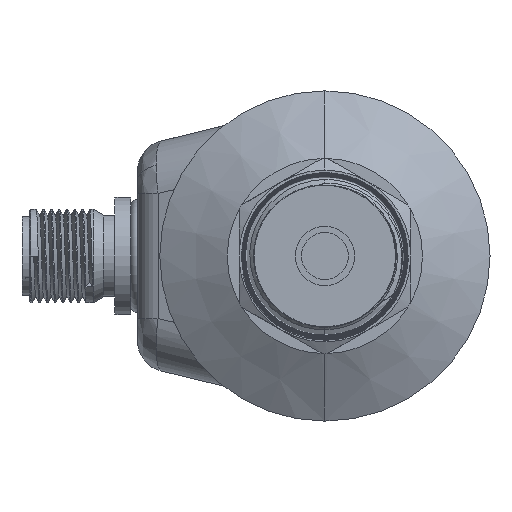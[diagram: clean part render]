
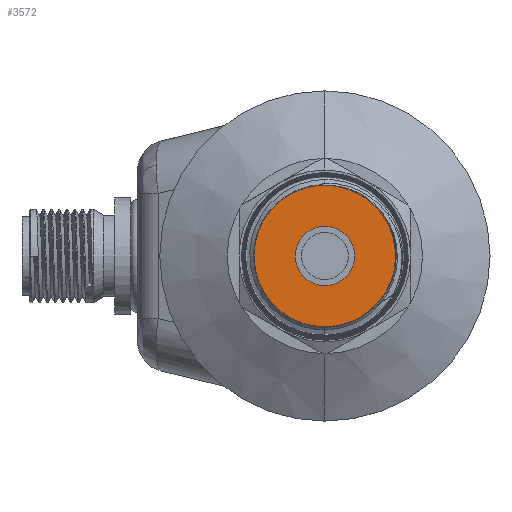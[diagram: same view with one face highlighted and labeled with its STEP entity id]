
A CAD part, front view. The second image highlights one B-rep face of the part: STEP entity #3572.
In plain terms, the highlighted planar face has unit normal (0, -1, 0).
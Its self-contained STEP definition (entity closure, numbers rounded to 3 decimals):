
#19 = CARTESIAN_POINT ( 'NONE',  ( 0., -55.99, 0. ) ) ;
#292 = EDGE_LOOP ( 'NONE', ( #5323, #7670, #6358, #2656 ) ) ;
#294 = EDGE_CURVE ( 'NONE', #4753, #5904, #15692, .T. ) ;
#776 = CARTESIAN_POINT ( 'NONE',  ( 0., -55.99, 3.8 ) ) ;
#965 = CARTESIAN_POINT ( 'NONE',  ( 2.537, -55.99, 8.796 ) ) ;
#1040 = CARTESIAN_POINT ( 'NONE',  ( -0.347, -55.99, 9.03 ) ) ;
#1649 = CARTESIAN_POINT ( 'NONE',  ( 0., -55.99, 0. ) ) ;
#1702 = DIRECTION ( 'NONE',  ( 0., 0., -1. ) ) ;
#1889 = ORIENTED_EDGE ( 'NONE', *, *, #14549, .F. ) ;
#1995 = CARTESIAN_POINT ( 'NONE',  ( -0.347, -55.99, 9.03 ) ) ;
#2656 = ORIENTED_EDGE ( 'NONE', *, *, #6623, .T. ) ;
#2849 = CARTESIAN_POINT ( 'NONE',  ( 0., -55.99, -9.156 ) ) ;
#2988 = CIRCLE ( 'NONE', #6466, 3.8 ) ;
#3197 = AXIS2_PLACEMENT_3D ( 'NONE', #10907, #11092, #11045 ) ;
#3331 = LINE ( 'NONE', #3637, #4129 ) ;
#3374 = DIRECTION ( 'NONE',  ( 0., 0., -1. ) ) ;
#3572 = ADVANCED_FACE ( 'NONE', ( #14092, #14088 ), #11460, .T. ) ;
#3637 = CARTESIAN_POINT ( 'NONE',  ( 0., -55.99, 0. ) ) ;
#4129 = VECTOR ( 'NONE', #13657, 1000. ) ;
#4753 = VERTEX_POINT ( 'NONE', #776 ) ;
#5323 = ORIENTED_EDGE ( 'NONE', *, *, #10845, .F. ) ;
#5624 = CARTESIAN_POINT ( 'NONE',  ( 3.088, -55.99, 8.619 ) ) ;
#5904 = VERTEX_POINT ( 'NONE', #14592 ) ;
#6358 = ORIENTED_EDGE ( 'NONE', *, *, #11934, .T. ) ;
#6466 = AXIS2_PLACEMENT_3D ( 'NONE', #19648, #9648, #21342 ) ;
#6623 = EDGE_CURVE ( 'NONE', #19070, #12138, #17655, .T. ) ;
#6726 = AXIS2_PLACEMENT_3D ( 'NONE', #1649, #13389, #3374 ) ;
#7670 = ORIENTED_EDGE ( 'NONE', *, *, #17409, .T. ) ;
#8545 = CIRCLE ( 'NONE', #13710, 9.156 ) ;
#9478 = CARTESIAN_POINT ( 'NONE',  ( 3.088, -55.99, 8.619 ) ) ;
#9648 = DIRECTION ( 'NONE',  ( 0., -1., 0. ) ) ;
#10447 = CARTESIAN_POINT ( 'NONE',  ( -0.351, -55.99, 9.149 ) ) ;
#10845 = EDGE_CURVE ( 'NONE', #21756, #12138, #3331, .T. ) ;
#10907 = CARTESIAN_POINT ( 'NONE',  ( 0., -55.99, 0. ) ) ;
#11045 = DIRECTION ( 'NONE',  ( 0., 0., -1. ) ) ;
#11092 = DIRECTION ( 'NONE',  ( 0., -1., 0. ) ) ;
#11168 = CARTESIAN_POINT ( 'NONE',  ( 0.236, -55.99, 9.072 ) ) ;
#11440 = DIRECTION ( 'NONE',  ( 0., 0., -1. ) ) ;
#11460 = PLANE ( 'NONE',  #19347 ) ;
#11509 = CARTESIAN_POINT ( 'NONE',  ( 0., -55.99, 0. ) ) ;
#11785 = DIRECTION ( 'NONE',  ( 0., -1., 0. ) ) ;
#11813 = DIRECTION ( 'NONE',  ( 0., -1., 0. ) ) ;
#11934 = EDGE_CURVE ( 'NONE', #14567, #19070, #21335, .T. ) ;
#12138 = VERTEX_POINT ( 'NONE', #1995 ) ;
#13389 = DIRECTION ( 'NONE',  ( 0., -1., 0. ) ) ;
#13657 = DIRECTION ( 'NONE',  ( 0.038, 0., -0.999 ) ) ;
#13710 = AXIS2_PLACEMENT_3D ( 'NONE', #19, #11813, #1702 ) ;
#14088 = FACE_BOUND ( 'NONE', #21014, .T. ) ;
#14092 = FACE_OUTER_BOUND ( 'NONE', #292, .T. ) ;
#14549 = EDGE_CURVE ( 'NONE', #5904, #4753, #2988, .T. ) ;
#14567 = VERTEX_POINT ( 'NONE', #2849 ) ;
#14592 = CARTESIAN_POINT ( 'NONE',  ( 0., -55.99, -3.8 ) ) ;
#15692 = CIRCLE ( 'NONE', #3197, 3.8 ) ;
#16100 = CARTESIAN_POINT ( 'NONE',  ( 1.973, -55.99, 8.919 ) ) ;
#17078 = ORIENTED_EDGE ( 'NONE', *, *, #294, .F. ) ;
#17409 = EDGE_CURVE ( 'NONE', #21756, #14567, #8545, .T. ) ;
#17655 = B_SPLINE_CURVE_WITH_KNOTS ( 'NONE', 3,
 ( #9478, #965, #16100, #21179, #11168, #1040 ),
 .UNSPECIFIED., .F., .F.,
 ( 4, 2, 4 ),
 ( 0.009, 0.011, 0.013 ),
 .UNSPECIFIED. ) ;
#19070 = VERTEX_POINT ( 'NONE', #5624 ) ;
#19347 = AXIS2_PLACEMENT_3D ( 'NONE', #11509, #11785, #11440 ) ;
#19648 = CARTESIAN_POINT ( 'NONE',  ( 0., -55.99, 0. ) ) ;
#21014 = EDGE_LOOP ( 'NONE', ( #17078, #1889 ) ) ;
#21179 = CARTESIAN_POINT ( 'NONE',  ( 0.824, -55.99, 9.057 ) ) ;
#21335 = CIRCLE ( 'NONE', #6726, 9.156 ) ;
#21342 = DIRECTION ( 'NONE',  ( 0., 0., -1. ) ) ;
#21756 = VERTEX_POINT ( 'NONE', #10447 ) ;
